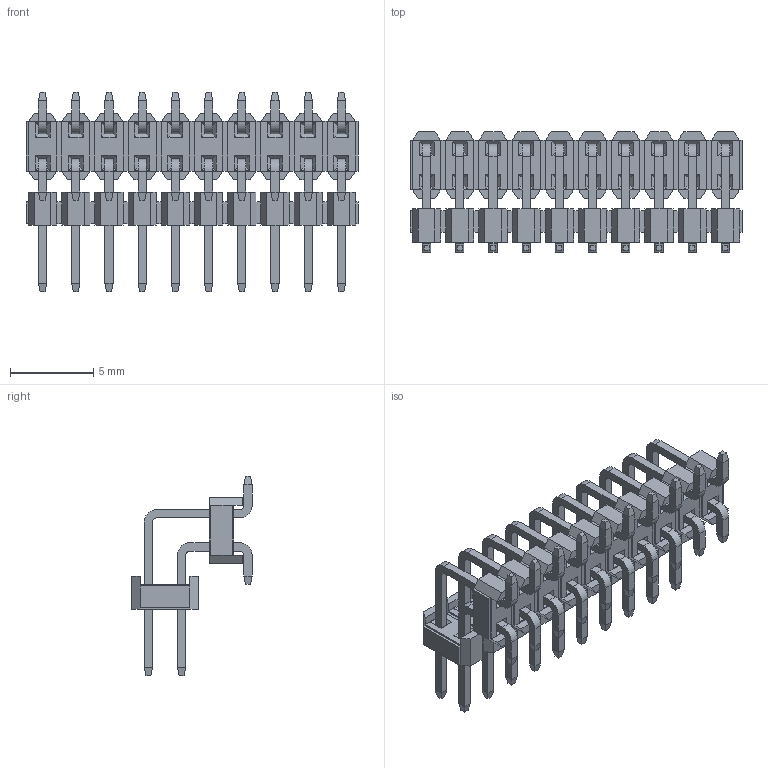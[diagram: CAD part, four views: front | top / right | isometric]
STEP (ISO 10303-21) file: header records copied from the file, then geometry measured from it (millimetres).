
FILE_DESCRIPTION( ('This file contains a STEP AP42 implementation' ,'as created by ZW3D STEP Interface translator.') ,'2;1' );
FILE_NAME( '1220-22XXXXDXXXXXXX(拸翐).stp' ,'23 324.141446', (''), ('ZWCAD Software Co.'), 'Version 1.0', 'ZW3D to STEP translator', '' );
FILE_SCHEMA(('AUTOMOTIVE_DESIGN { 1 0 10303 214 1 1 1 1 }'));
Length unit declared in the file: millimetre
Products named in the file (2): 0; 1220-2220XXD135XXXX(拸翐)
Bounding box: 20 x 7.25 x 12 mm (x, y, z)
Volume: 289.5 mm3; surface area: 1273.2 mm2
Topology: 22 solids, 22 shells, 1172 faces, 2824 edges, 1696 vertices
Faces by surface type: plane 1092, cylinder 80
Entity records: 34115 total; most frequent: CARTESIAN_POINT 5693, ORIENTED_EDGE 5648, DIRECTION 5330, EDGE_CURVE 2824, VECTOR 2664, LINE 2664, VERTEX_POINT 1696, AXIS2_PLACEMENT_3D 1333
